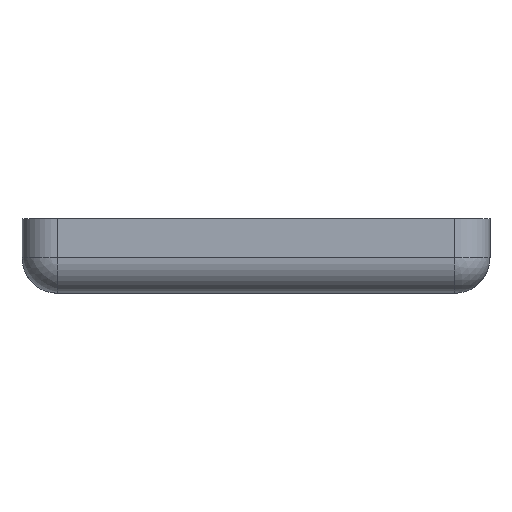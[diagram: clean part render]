
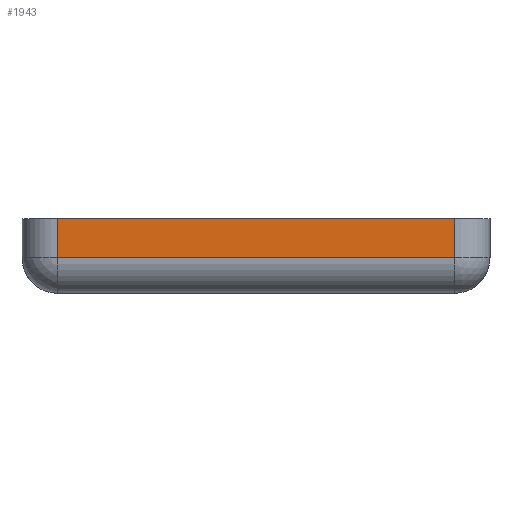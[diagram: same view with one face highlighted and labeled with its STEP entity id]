
A CAD part, left-side view. The second image highlights one B-rep face of the part: STEP entity #1943.
In plain terms, the highlighted planar face has unit normal (-1, 0, 0).
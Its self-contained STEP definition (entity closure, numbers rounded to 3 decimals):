
#174=LINE('',#3510,#270);
#176=LINE('',#3516,#272);
#183=LINE('',#3533,#279);
#187=LINE('',#3542,#283);
#270=VECTOR('',#2871,10.);
#272=VECTOR('',#2877,10.);
#279=VECTOR('',#2896,10.);
#283=VECTOR('',#2906,10.);
#315=PLANE('',#2241);
#427=FACE_OUTER_BOUND('',#565,.T.);
#565=EDGE_LOOP('',(#1736,#1737,#1738,#1739));
#933=VERTEX_POINT('',#3484);
#940=VERTEX_POINT('',#3499);
#942=VERTEX_POINT('',#3512);
#947=VERTEX_POINT('',#3531);
#1207=EDGE_CURVE('',#933,#940,#174,.T.);
#1210=EDGE_CURVE('',#940,#942,#176,.T.);
#1219=EDGE_CURVE('',#947,#933,#183,.T.);
#1224=EDGE_CURVE('',#942,#947,#187,.T.);
#1736=ORIENTED_EDGE('',*,*,#1210,.F.);
#1737=ORIENTED_EDGE('',*,*,#1207,.F.);
#1738=ORIENTED_EDGE('',*,*,#1219,.F.);
#1739=ORIENTED_EDGE('',*,*,#1224,.F.);
#1943=ADVANCED_FACE('',(#427),#315,.T.);
#2241=AXIS2_PLACEMENT_3D('',#3541,#2904,#2905);
#2871=DIRECTION('',(0.,1.,0.));
#2877=DIRECTION('',(0.,0.,1.));
#2896=DIRECTION('',(0.,0.,-1.));
#2904=DIRECTION('center_axis',(-1.,0.,0.));
#2905=DIRECTION('ref_axis',(0.,-1.,0.));
#2906=DIRECTION('',(0.,-1.,0.));
#3484=CARTESIAN_POINT('',(-115.8,-33.625,6.));
#3499=CARTESIAN_POINT('',(-115.8,33.575,6.));
#3510=CARTESIAN_POINT('',(-115.8,19.775,6.));
#3512=CARTESIAN_POINT('',(-115.8,33.575,12.61));
#3516=CARTESIAN_POINT('',(-115.8,33.575,0.));
#3531=CARTESIAN_POINT('',(-115.8,-33.625,12.61));
#3533=CARTESIAN_POINT('',(-115.8,-33.625,0.));
#3541=CARTESIAN_POINT('Origin',(-115.8,39.575,0.));
#3542=CARTESIAN_POINT('',(-115.8,-39.625,12.61));
